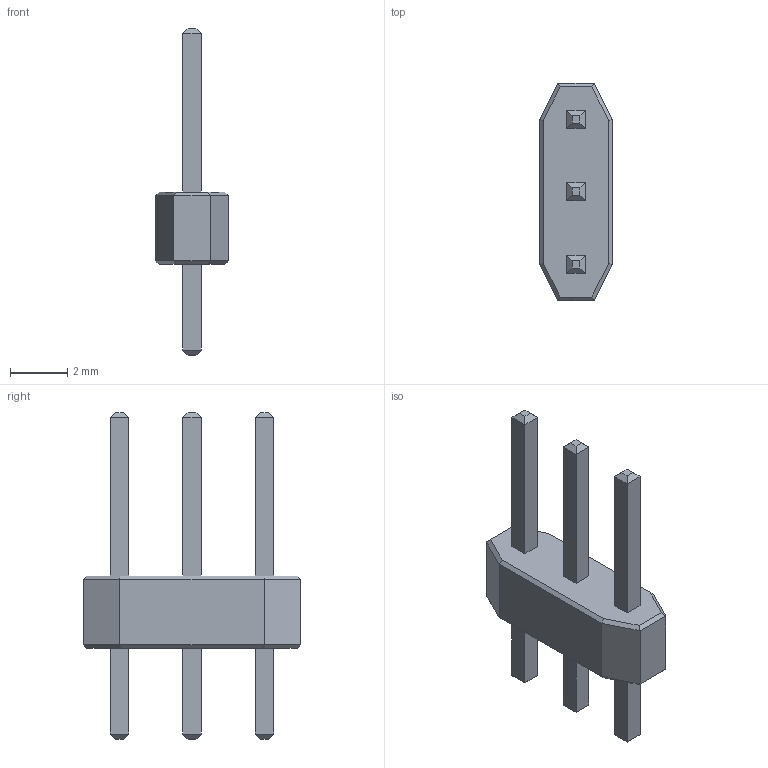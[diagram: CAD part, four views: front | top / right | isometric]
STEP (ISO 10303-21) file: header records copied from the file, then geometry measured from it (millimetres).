
FILE_DESCRIPTION((''),'2;1');
FILE_NAME('3 Pin Connector.stp','2008-01-04T19:54:16',('Owner'),(''),'Autodesk Inventor (R) 6.0','Autodesk Inventor (R) 6.0','');
FILE_SCHEMA(('AUTOMOTIVE_DESIGN { 1 0 10303 214 1 1 1 1 }'));
Length unit declared in the file: inch
Products named in the file (1): 3 Pin Connector
Bounding box: 2.54 x 7.62 x 11.43 mm (x, y, z)
Volume: 55.3 mm3; surface area: 145.2 mm2
Topology: 1 solids, 1 shells, 80 faces, 176 edges, 104 vertices
Faces by surface type: plane 80
Entity records: 2125 total; most frequent: CARTESIAN_POINT 361, ORIENTED_EDGE 352, DIRECTION 338, VECTOR 176, LINE 176, EDGE_CURVE 176, VERTEX_POINT 104, EDGE_LOOP 86
